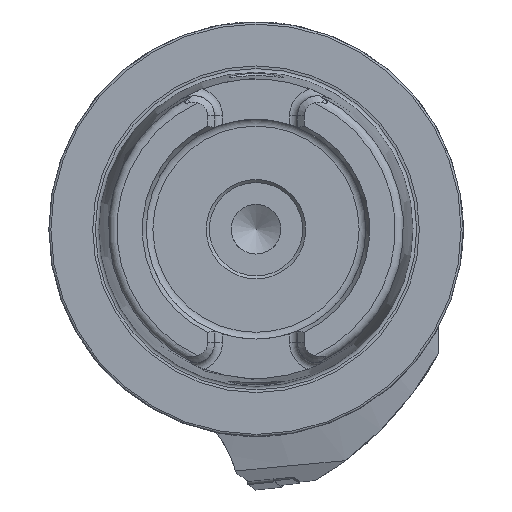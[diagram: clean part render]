
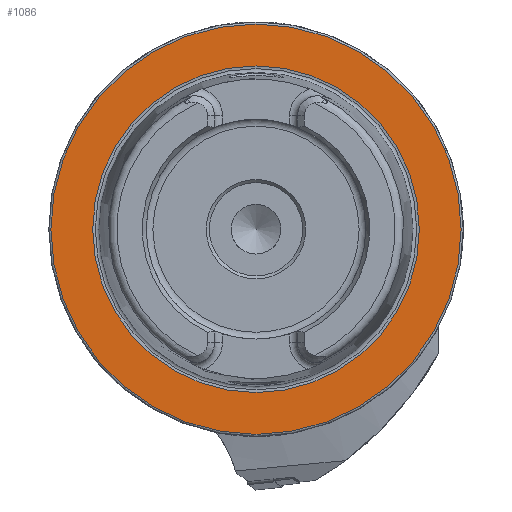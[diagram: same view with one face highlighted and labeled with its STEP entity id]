
A CAD part, left-side view. The second image highlights one B-rep face of the part: STEP entity #1086.
In plain terms, the highlighted planar face has unit normal (-1, 0, 0).
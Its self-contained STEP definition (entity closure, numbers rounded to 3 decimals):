
#157 = EDGE_CURVE ( 'NONE', #4101, #4101, #11618, .T. ) ;
#735 = AXIS2_PLACEMENT_3D ( 'NONE', #8247, #10676, #14113 ) ;
#771 = VERTEX_POINT ( 'NONE', #14394 ) ;
#1086 = ADVANCED_FACE ( 'NONE', ( #1778, #13979 ), #10126, .F. ) ;
#1778 = FACE_BOUND ( 'NONE', #7848, .T. ) ;
#1856 = AXIS2_PLACEMENT_3D ( 'NONE', #9896, #7420, #8756 ) ;
#2170 = AXIS2_PLACEMENT_3D ( 'NONE', #13595, #13749, #6516 ) ;
#4101 = VERTEX_POINT ( 'NONE', #7057 ) ;
#4276 = ORIENTED_EDGE ( 'NONE', *, *, #157, .T. ) ;
#5254 = EDGE_LOOP ( 'NONE', ( #4276 ) ) ;
#6516 = DIRECTION ( 'NONE',  ( 0., 0., -1. ) ) ;
#7057 = CARTESIAN_POINT ( 'NONE',  ( 0., 0., 49.5 ) ) ;
#7420 = DIRECTION ( 'NONE',  ( -1., 0., 0. ) ) ;
#7848 = EDGE_LOOP ( 'NONE', ( #10058 ) ) ;
#8247 = CARTESIAN_POINT ( 'NONE',  ( 0., 0., 0. ) ) ;
#8756 = DIRECTION ( 'NONE',  ( 0., 0., 1. ) ) ;
#9896 = CARTESIAN_POINT ( 'NONE',  ( 0., 0., 0. ) ) ;
#10058 = ORIENTED_EDGE ( 'NONE', *, *, #10249, .F. ) ;
#10126 = PLANE ( 'NONE',  #2170 ) ;
#10249 = EDGE_CURVE ( 'NONE', #771, #771, #11748, .T. ) ;
#10676 = DIRECTION ( 'NONE',  ( -1., 0., 0. ) ) ;
#11618 = CIRCLE ( 'NONE', #1856, 49.5 ) ;
#11748 = CIRCLE ( 'NONE', #735, 39.405 ) ;
#13595 = CARTESIAN_POINT ( 'NONE',  ( 0., 49.5, 0. ) ) ;
#13749 = DIRECTION ( 'NONE',  ( 1., 0., 0. ) ) ;
#13979 = FACE_OUTER_BOUND ( 'NONE', #5254, .T. ) ;
#14113 = DIRECTION ( 'NONE',  ( 0., 0., 1. ) ) ;
#14394 = CARTESIAN_POINT ( 'NONE',  ( 0., 0., 39.405 ) ) ;
